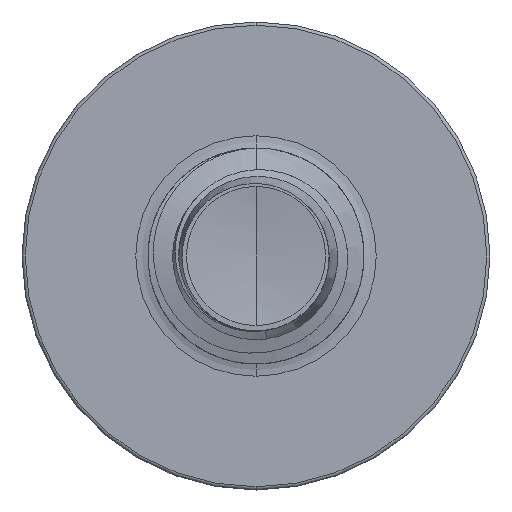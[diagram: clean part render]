
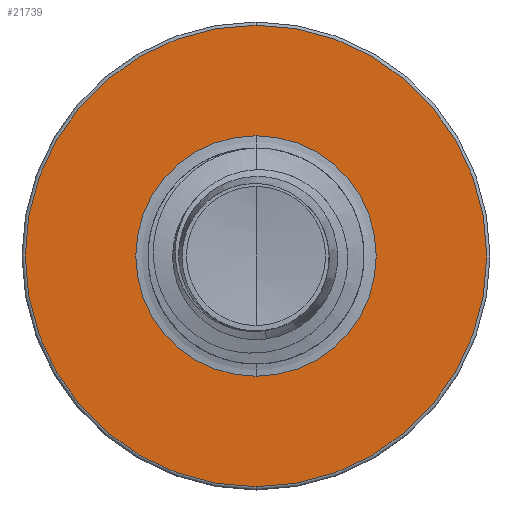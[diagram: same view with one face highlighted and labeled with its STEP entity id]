
A CAD part, front view. The second image highlights one B-rep face of the part: STEP entity #21739.
In plain terms, the highlighted planar face has unit normal (0, -1, 0).
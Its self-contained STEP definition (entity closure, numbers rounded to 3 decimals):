
#1945 = DIRECTION ( 'NONE',  ( 0., 0., 1. ) ) ;
#2067 = DIRECTION ( 'NONE',  ( 0., 1., 0. ) ) ;
#2141 = PLANE ( 'NONE',  #17570 ) ;
#2348 = CARTESIAN_POINT ( 'NONE',  ( 0., 12.5, -1.67 ) ) ;
#4163 = EDGE_CURVE ( 'NONE', #24551, #12287, #20018, .T. ) ;
#4374 = EDGE_CURVE ( 'NONE', #21402, #6247, #34215, .T. ) ;
#4530 = CARTESIAN_POINT ( 'NONE',  ( 0., 12.5, 1.67 ) ) ;
#4531 = EDGE_CURVE ( 'NONE', #12287, #24551, #24509, .T. ) ;
#6247 = VERTEX_POINT ( 'NONE', #20559 ) ;
#7158 = CIRCLE ( 'NONE', #33491, 1.67 ) ;
#10665 = DIRECTION ( 'NONE',  ( 0., 0., 1. ) ) ;
#10728 = DIRECTION ( 'NONE',  ( 0., 1., 0. ) ) ;
#10790 = CARTESIAN_POINT ( 'NONE',  ( 0., 12.5, 0. ) ) ;
#11067 = FACE_BOUND ( 'NONE', #21242, .T. ) ;
#11133 = DIRECTION ( 'NONE',  ( 0., 0., 1. ) ) ;
#11168 = DIRECTION ( 'NONE',  ( 0., 1., 0. ) ) ;
#11227 = CARTESIAN_POINT ( 'NONE',  ( 0., 12.5, 0. ) ) ;
#12011 = EDGE_LOOP ( 'NONE', ( #34152, #18848 ) ) ;
#12287 = VERTEX_POINT ( 'NONE', #17532 ) ;
#13526 = DIRECTION ( 'NONE',  ( 0., 0., 1. ) ) ;
#13588 = DIRECTION ( 'NONE',  ( 0., 1., 0. ) ) ;
#13597 = CARTESIAN_POINT ( 'NONE',  ( 0., 12.5, 0. ) ) ;
#17532 = CARTESIAN_POINT ( 'NONE',  ( 0., 12.5, -3.205 ) ) ;
#17570 = AXIS2_PLACEMENT_3D ( 'NONE', #2348, #2067, #1945 ) ;
#18786 = AXIS2_PLACEMENT_3D ( 'NONE', #13597, #13588, #13526 ) ;
#18848 = ORIENTED_EDGE ( 'NONE', *, *, #4531, .F. ) ;
#20018 = CIRCLE ( 'NONE', #18786, 3.205 ) ;
#20559 = CARTESIAN_POINT ( 'NONE',  ( 0., 12.5, -1.67 ) ) ;
#21242 = EDGE_LOOP ( 'NONE', ( #25843, #30717 ) ) ;
#21402 = VERTEX_POINT ( 'NONE', #4530 ) ;
#21731 = CARTESIAN_POINT ( 'NONE',  ( 0., 12.5, 0. ) ) ;
#21739 = ADVANCED_FACE ( 'NONE', ( #26206, #11067 ), #2141, .F. ) ;
#22664 = AXIS2_PLACEMENT_3D ( 'NONE', #11227, #11168, #11133 ) ;
#24243 = DIRECTION ( 'NONE',  ( 0., 0., 1. ) ) ;
#24509 = CIRCLE ( 'NONE', #31785, 3.205 ) ;
#24551 = VERTEX_POINT ( 'NONE', #27793 ) ;
#25843 = ORIENTED_EDGE ( 'NONE', *, *, #4374, .T. ) ;
#26206 = FACE_OUTER_BOUND ( 'NONE', #12011, .T. ) ;
#27793 = CARTESIAN_POINT ( 'NONE',  ( 0., 12.5, 3.205 ) ) ;
#30717 = ORIENTED_EDGE ( 'NONE', *, *, #34864, .T. ) ;
#31785 = AXIS2_PLACEMENT_3D ( 'NONE', #10790, #10728, #10665 ) ;
#33491 = AXIS2_PLACEMENT_3D ( 'NONE', #21731, #34513, #24243 ) ;
#34152 = ORIENTED_EDGE ( 'NONE', *, *, #4163, .F. ) ;
#34215 = CIRCLE ( 'NONE', #22664, 1.67 ) ;
#34513 = DIRECTION ( 'NONE',  ( 0., 1., 0. ) ) ;
#34864 = EDGE_CURVE ( 'NONE', #6247, #21402, #7158, .T. ) ;
